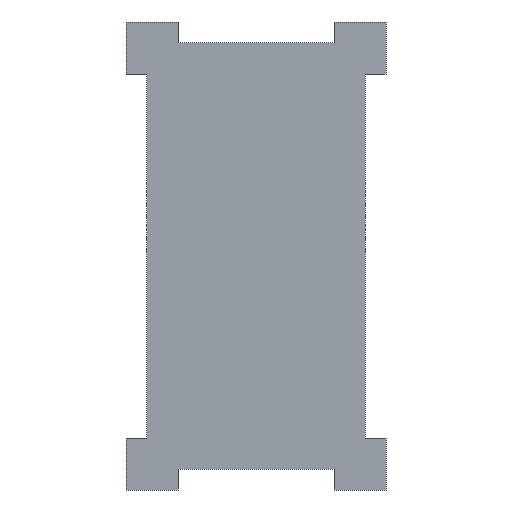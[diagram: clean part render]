
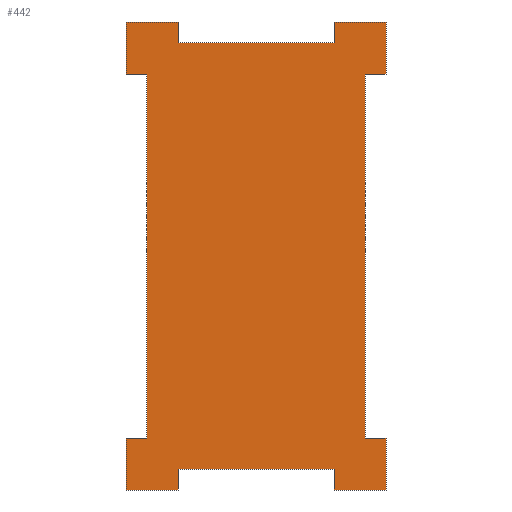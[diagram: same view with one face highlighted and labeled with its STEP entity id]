
A CAD part, front view. The second image highlights one B-rep face of the part: STEP entity #442.
In plain terms, the highlighted planar face has unit normal (0, -1, 0).
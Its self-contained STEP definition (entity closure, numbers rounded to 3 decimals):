
#36=FACE_OUTER_BOUND('',#58,.T.);
#58=EDGE_LOOP('',(#379,#380,#381,#382,#383,#384,#385,#386,#387,#388,#389,
#390,#391,#392,#393,#394,#395,#396,#397,#398));
#59=LINE('',#577,#119);
#63=LINE('',#586,#123);
#67=LINE('',#594,#127);
#72=LINE('',#603,#132);
#76=LINE('',#612,#136);
#78=LINE('',#618,#138);
#81=LINE('',#624,#141);
#87=LINE('',#636,#147);
#90=LINE('',#642,#150);
#92=LINE('',#648,#152);
#95=LINE('',#653,#155);
#97=LINE('',#656,#157);
#101=LINE('',#663,#161);
#102=LINE('',#666,#162);
#105=LINE('',#672,#165);
#110=LINE('',#681,#170);
#111=LINE('',#683,#171);
#113=LINE('',#686,#173);
#116=LINE('',#690,#176);
#118=LINE('',#693,#178);
#119=VECTOR('',#471,10.);
#123=VECTOR('',#477,10.);
#127=VECTOR('',#483,10.);
#132=VECTOR('',#490,10.);
#136=VECTOR('',#496,10.);
#138=VECTOR('',#500,10.);
#141=VECTOR('',#505,10.);
#147=VECTOR('',#513,10.);
#150=VECTOR('',#518,10.);
#152=VECTOR('',#522,10.);
#155=VECTOR('',#527,10.);
#157=VECTOR('',#531,10.);
#161=VECTOR('',#537,10.);
#162=VECTOR('',#540,10.);
#165=VECTOR('',#545,10.);
#170=VECTOR('',#552,10.);
#171=VECTOR('',#555,10.);
#173=VECTOR('',#559,10.);
#176=VECTOR('',#564,10.);
#178=VECTOR('',#568,10.);
#179=VERTEX_POINT('',#575);
#180=VERTEX_POINT('',#576);
#183=VERTEX_POINT('',#584);
#184=VERTEX_POINT('',#585);
#187=VERTEX_POINT('',#593);
#190=VERTEX_POINT('',#601);
#191=VERTEX_POINT('',#605);
#194=VERTEX_POINT('',#610);
#196=VERTEX_POINT('',#615);
#197=VERTEX_POINT('',#617);
#199=VERTEX_POINT('',#623);
#201=VERTEX_POINT('',#629);
#204=VERTEX_POINT('',#634);
#206=VERTEX_POINT('',#640);
#208=VERTEX_POINT('',#645);
#209=VERTEX_POINT('',#647);
#212=VERTEX_POINT('',#661);
#213=VERTEX_POINT('',#665);
#215=VERTEX_POINT('',#671);
#218=VERTEX_POINT('',#679);
#219=EDGE_CURVE('',#179,#180,#59,.T.);
#223=EDGE_CURVE('',#183,#184,#63,.T.);
#227=EDGE_CURVE('',#187,#183,#67,.T.);
#232=EDGE_CURVE('',#180,#190,#72,.T.);
#236=EDGE_CURVE('',#191,#194,#76,.T.);
#238=EDGE_CURVE('',#197,#196,#78,.T.);
#241=EDGE_CURVE('',#199,#179,#81,.T.);
#247=EDGE_CURVE('',#201,#204,#87,.T.);
#250=EDGE_CURVE('',#184,#206,#90,.T.);
#252=EDGE_CURVE('',#209,#208,#92,.T.);
#255=EDGE_CURVE('',#208,#191,#95,.T.);
#257=EDGE_CURVE('',#196,#201,#97,.T.);
#261=EDGE_CURVE('',#212,#190,#101,.T.);
#262=EDGE_CURVE('',#199,#213,#102,.T.);
#265=EDGE_CURVE('',#197,#215,#105,.T.);
#270=EDGE_CURVE('',#218,#206,#110,.T.);
#271=EDGE_CURVE('',#187,#212,#111,.T.);
#273=EDGE_CURVE('',#209,#218,#113,.T.);
#276=EDGE_CURVE('',#213,#204,#116,.T.);
#278=EDGE_CURVE('',#215,#194,#118,.T.);
#379=ORIENTED_EDGE('',*,*,#255,.T.);
#380=ORIENTED_EDGE('',*,*,#236,.T.);
#381=ORIENTED_EDGE('',*,*,#278,.F.);
#382=ORIENTED_EDGE('',*,*,#265,.F.);
#383=ORIENTED_EDGE('',*,*,#238,.T.);
#384=ORIENTED_EDGE('',*,*,#257,.T.);
#385=ORIENTED_EDGE('',*,*,#247,.T.);
#386=ORIENTED_EDGE('',*,*,#276,.F.);
#387=ORIENTED_EDGE('',*,*,#262,.F.);
#388=ORIENTED_EDGE('',*,*,#241,.T.);
#389=ORIENTED_EDGE('',*,*,#219,.T.);
#390=ORIENTED_EDGE('',*,*,#232,.T.);
#391=ORIENTED_EDGE('',*,*,#261,.F.);
#392=ORIENTED_EDGE('',*,*,#271,.F.);
#393=ORIENTED_EDGE('',*,*,#227,.T.);
#394=ORIENTED_EDGE('',*,*,#223,.T.);
#395=ORIENTED_EDGE('',*,*,#250,.T.);
#396=ORIENTED_EDGE('',*,*,#270,.F.);
#397=ORIENTED_EDGE('',*,*,#273,.F.);
#398=ORIENTED_EDGE('',*,*,#252,.T.);
#420=PLANE('',#466);
#442=ADVANCED_FACE('',(#36),#420,.F.);
#466=AXIS2_PLACEMENT_3D('',#695,#571,#572);
#471=DIRECTION('',(-1.,0.,0.));
#477=DIRECTION('',(0.,0.,-1.));
#483=DIRECTION('',(1.,0.,0.));
#490=DIRECTION('',(0.,0.,1.));
#496=DIRECTION('',(0.,0.,-1.));
#500=DIRECTION('',(-1.,0.,0.));
#505=DIRECTION('',(0.,0.,-1.));
#513=DIRECTION('',(1.,0.,0.));
#518=DIRECTION('',(-1.,0.,0.));
#522=DIRECTION('',(0.,0.,1.));
#527=DIRECTION('',(1.,0.,0.));
#531=DIRECTION('',(0.,0.,1.));
#537=DIRECTION('',(1.,0.,0.));
#540=DIRECTION('',(1.,0.,0.));
#545=DIRECTION('',(0.,0.,-1.));
#552=DIRECTION('',(0.,0.,1.));
#555=DIRECTION('',(0.,0.,1.));
#559=DIRECTION('',(-1.,0.,0.));
#564=DIRECTION('',(0.,0.,-1.));
#568=DIRECTION('',(-1.,0.,0.));
#571=DIRECTION('center_axis',(0.,1.,0.));
#572=DIRECTION('ref_axis',(1.,0.,0.));
#575=CARTESIAN_POINT('',(20.,5.,22.));
#576=CARTESIAN_POINT('',(-10.,5.,22.));
#577=CARTESIAN_POINT('',(-7.5,5.,22.));
#584=CARTESIAN_POINT('',(-16.,5.,16.));
#585=CARTESIAN_POINT('',(-16.,5.,-54.));
#586=CARTESIAN_POINT('',(-16.,5.,-41.5));
#593=CARTESIAN_POINT('',(-20.,5.,16.));
#594=CARTESIAN_POINT('',(-7.5,5.,16.));
#601=CARTESIAN_POINT('',(-10.,5.,26.));
#603=CARTESIAN_POINT('',(-10.,5.,-1.5));
#605=CARTESIAN_POINT('',(20.,5.,-60.));
#610=CARTESIAN_POINT('',(20.,5.,-64.));
#612=CARTESIAN_POINT('',(20.,5.,-36.5));
#615=CARTESIAN_POINT('',(26.,5.,-54.));
#617=CARTESIAN_POINT('',(30.,5.,-54.));
#618=CARTESIAN_POINT('',(17.5,5.,-54.));
#623=CARTESIAN_POINT('',(20.,5.,26.));
#624=CARTESIAN_POINT('',(20.,5.,3.5));
#629=CARTESIAN_POINT('',(26.,5.,16.));
#634=CARTESIAN_POINT('',(30.,5.,16.));
#636=CARTESIAN_POINT('',(12.5,5.,16.));
#640=CARTESIAN_POINT('',(-20.,5.,-54.));
#642=CARTESIAN_POINT('',(-2.5,5.,-54.));
#645=CARTESIAN_POINT('',(-10.,5.,-60.));
#647=CARTESIAN_POINT('',(-10.,5.,-64.));
#648=CARTESIAN_POINT('',(-10.,5.,-41.5));
#653=CARTESIAN_POINT('',(17.5,5.,-60.));
#656=CARTESIAN_POINT('',(26.,5.,3.5));
#661=CARTESIAN_POINT('',(-20.,5.,26.));
#663=CARTESIAN_POINT('',(-20.,5.,26.));
#665=CARTESIAN_POINT('',(30.,5.,26.));
#666=CARTESIAN_POINT('',(-20.,5.,26.));
#671=CARTESIAN_POINT('',(30.,5.,-64.));
#672=CARTESIAN_POINT('',(30.,5.,26.));
#679=CARTESIAN_POINT('',(-20.,5.,-64.));
#681=CARTESIAN_POINT('',(-20.,5.,-64.));
#683=CARTESIAN_POINT('',(-20.,5.,-64.));
#686=CARTESIAN_POINT('',(30.,5.,-64.));
#690=CARTESIAN_POINT('',(30.,5.,26.));
#693=CARTESIAN_POINT('',(30.,5.,-64.));
#695=CARTESIAN_POINT('Origin',(5.,5.,-19.));
